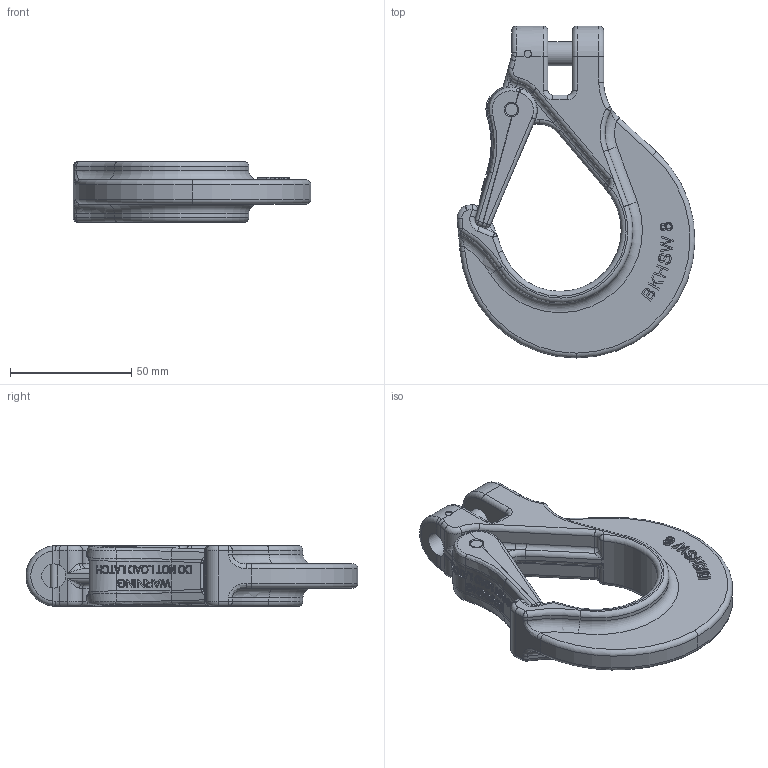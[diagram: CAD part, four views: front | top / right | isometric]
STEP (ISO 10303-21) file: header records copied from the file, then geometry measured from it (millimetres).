
FILE_DESCRIPTION(/* description */ (''),/* implementation_level */ '2;1');
FILE_NAME(/* name */ 'BKHSW 8 Kundenmodell.stp',/* time_stamp */ '2018-01-24T08:55:22+01:00',/* author */ (''),/* organization */ (''),/* preprocessor_version */ 'ST-DEVELOPER v16',/* originating_system */ 'SIEMENS PLM Software NX 11.0',/* authorisation */ '');
FILE_SCHEMA (('AUTOMOTIVE_DESIGN { 1 0 10303 214 3 1 1 1 }'));
Length unit declared in the file: millimetre
Products named in the file (1): zer22F8F1961sga
Bounding box: 98.05 x 136.96 x 25 mm (x, y, z)
Volume: 94334.6 mm3; surface area: 30312.2 mm2
Topology: 5 solids, 5 shells, 808 faces, 2005 edges, 1226 vertices
Faces by surface type: plane 319, cylinder 173, bspline 122, extrusion 110, torus 66, sphere 18
Full cylindrical faces by diameter (mm): 3 x3, 5 x3, 5.3 x1, 8 x1, 10 x3
Entity records: 28474 total; most frequent: CARTESIAN_POINT 10844, ORIENTED_EDGE 3914, DIRECTION 3146, EDGE_CURVE 1957, VERTEX_POINT 1213, AXIS2_PLACEMENT_3D 1146, EDGE_LOOP 876, VECTOR 854
